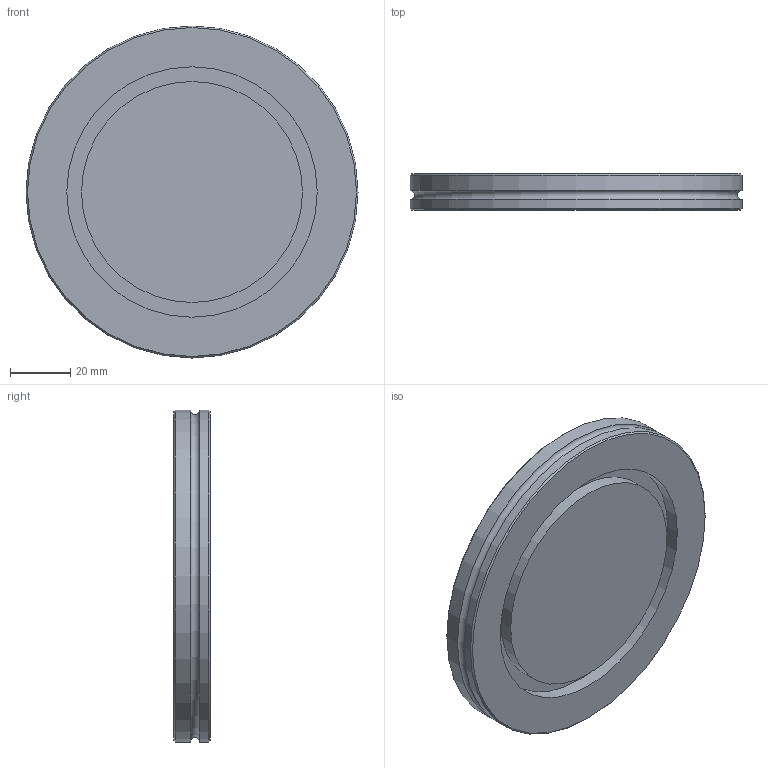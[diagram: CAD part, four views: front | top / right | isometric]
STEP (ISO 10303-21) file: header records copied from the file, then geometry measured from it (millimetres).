
FILE_DESCRIPTION(/* description */ (''),/* implementation_level */ '2;1');
FILE_NAME(/* name */ 'FL-A80LF.stp',/* time_stamp */ '2018-07-10T12:25:48+01:00',/* author */ ('paul'),/* organization */ (''),/* preprocessor_version */ 'ST-DEVELOPER v17',/* originating_system */ 'Autodesk Inventor 2019',/* authorisation */ '');
FILE_SCHEMA (('AUTOMOTIVE_DESIGN { 1 0 10303 214 3 1 1 }'));
Length unit declared in the file: millimetre
Products named in the file (1): FL-A80LF
Bounding box: 110 x 12 x 110 mm (x, y, z)
Volume: 103361 mm3; surface area: 26973.7 mm2
Topology: 1 solids, 1 shells, 16 faces, 39 edges, 29 vertices
Faces by surface type: plane 6, cylinder 6, cone 3, torus 1
Full cylindrical faces by diameter (mm): 73.2 x1, 83 x1, 93 x1, 105 x1, 110 x2
Entity records: 544 total; most frequent: DIRECTION 103, CARTESIAN_POINT 85, ORIENTED_EDGE 78, AXIS2_PLACEMENT_3D 47, EDGE_CURVE 39, CIRCLE 30, VERTEX_POINT 29, EDGE_LOOP 20
